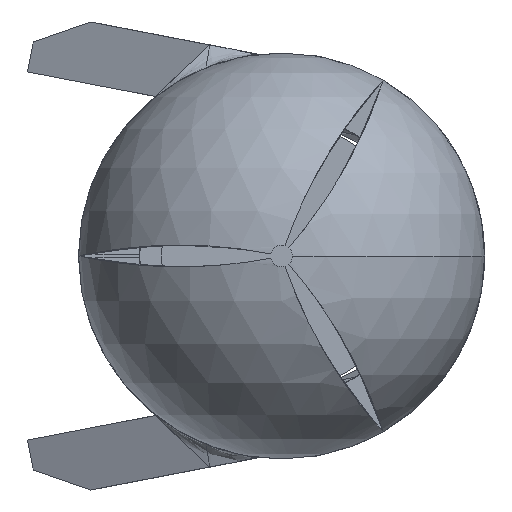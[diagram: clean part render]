
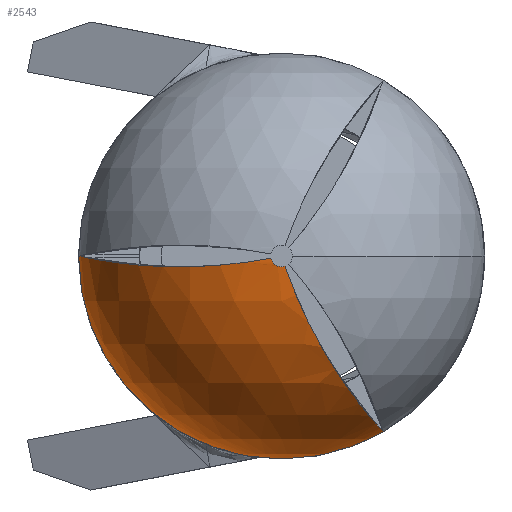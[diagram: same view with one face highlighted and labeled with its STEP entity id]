
A CAD part, left-side view. The second image highlights one B-rep face of the part: STEP entity #2543.
In plain terms, the highlighted spherical face has radius 2.369 mm.
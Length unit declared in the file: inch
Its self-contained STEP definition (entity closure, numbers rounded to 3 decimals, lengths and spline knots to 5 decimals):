
#4 = CARTESIAN_POINT ( 'NONE',  ( 0.09325, 0., 0. ) ) ;
#46 = FACE_OUTER_BOUND ( 'NONE', #4083, .T. ) ;
#54 = CARTESIAN_POINT ( 'NONE',  ( 0.00417, -0.01023, -0.02626 ) ) ;
#154 = DIRECTION ( 'NONE',  ( 0., 0., 1. ) ) ;
#324 = VERTEX_POINT ( 'NONE', #918 ) ;
#369 = CARTESIAN_POINT ( 'NONE',  ( 0.00013, 0.0049, -0.001 ) ) ;
#429 = ORIENTED_EDGE ( 'NONE', *, *, #5044, .F. ) ;
#492 = CARTESIAN_POINT ( 'NONE',  ( 0.0111, -0.01774, -0.04084 ) ) ;
#500 = CIRCLE ( 'NONE', #1149, 0.09325 ) ;
#528 = CARTESIAN_POINT ( 'NONE',  ( 0.09325, 0., -0.09325 ) ) ;
#541 = CARTESIAN_POINT ( 'NONE',  ( 0.00013, 0.0049, -0.001 ) ) ;
#597 = ORIENTED_EDGE ( 'NONE', *, *, #1303, .F. ) ;
#616 = CARTESIAN_POINT ( 'NONE',  ( 0.09325, -0.04662, -0.08076 ) ) ;
#703 = EDGE_CURVE ( 'NONE', #2801, #2173, #2515, .T. ) ;
#720 = VERTEX_POINT ( 'NONE', #541 ) ;
#742 = CIRCLE ( 'NONE', #4214, 0.005 ) ;
#918 = CARTESIAN_POINT ( 'NONE',  ( 0.00013, -0.00158, -0.00474 ) ) ;
#921 = CARTESIAN_POINT ( 'NONE',  ( 0.02091, -0.0254, -0.05341 ) ) ;
#977 = DIRECTION ( 'NONE',  ( 0., 0., 1. ) ) ;
#990 = DIRECTION ( 'NONE',  ( -1., 0., 0. ) ) ;
#1118 = B_SPLINE_CURVE_WITH_KNOTS ( 'NONE', 3,
 ( #4524, #1775, #2583, #54, #2978, #492, #3369, #921, #3754, #1356, #4153, #1789, #4546, #2199 ),
 .UNSPECIFIED., .F., .F.,
 ( 4, 2, 2, 2, 2, 2, 4 ),
 ( 0., 0.00045, 0.0009, 0.00134, 0.00179, 0.00269, 0.00358 ),
 .UNSPECIFIED. ) ;
#1149 = AXIS2_PLACEMENT_3D ( 'NONE', #5014, #2668, #154 ) ;
#1259 = CARTESIAN_POINT ( 'NONE',  ( 0.00077, 0.0166, -0.00327 ) ) ;
#1279 = CARTESIAN_POINT ( 'NONE',  ( 0.02486, 0.06351, -0.00439 ) ) ;
#1303 = EDGE_CURVE ( 'NONE', #2801, #720, #4622, .T. ) ;
#1356 = CARTESIAN_POINT ( 'NONE',  ( 0.03757, -0.03503, -0.06713 ) ) ;
#1367 = DIRECTION ( 'NONE',  ( -1., 0., 0. ) ) ;
#1652 = CARTESIAN_POINT ( 'NONE',  ( 0.00373, 0.02827, -0.00449 ) ) ;
#1709 = CARTESIAN_POINT ( 'NONE',  ( 0.01112, 0.04427, -0.00505 ) ) ;
#1775 = CARTESIAN_POINT ( 'NONE',  ( 0.00045, -0.00352, -0.01038 ) ) ;
#1789 = CARTESIAN_POINT ( 'NONE',  ( 0.06947, -0.045, -0.07901 ) ) ;
#1886 = ORIENTED_EDGE ( 'NONE', *, *, #3725, .F. ) ;
#2044 = CARTESIAN_POINT ( 'NONE',  ( 0.01413, 0.04945, -0.00503 ) ) ;
#2109 = CARTESIAN_POINT ( 'NONE',  ( 0.02101, 0.05907, -0.0047 ) ) ;
#2126 = CARTESIAN_POINT ( 'NONE',  ( 0.03337, 0.07163, -0.00361 ) ) ;
#2173 = VERTEX_POINT ( 'NONE', #528 ) ;
#2199 = CARTESIAN_POINT ( 'NONE',  ( 0.09325, -0.04662, -0.08076 ) ) ;
#2364 = AXIS2_PLACEMENT_3D ( 'NONE', #4, #990, #977 ) ;
#2445 = CARTESIAN_POINT ( 'NONE',  ( 0.03808, 0.07534, -0.00314 ) ) ;
#2510 = CARTESIAN_POINT ( 'NONE',  ( 0.05317, 0.08439, -0.00174 ) ) ;
#2515 = CIRCLE ( 'NONE', #2364, 0.09325 ) ;
#2543 = ADVANCED_FACE ( 'NONE', ( #46 ), #3228, .T. ) ;
#2583 = CARTESIAN_POINT ( 'NONE',  ( 0.00133, -0.00565, -0.0158 ) ) ;
#2668 = DIRECTION ( 'NONE',  ( -1., 0., 0. ) ) ;
#2801 = VERTEX_POINT ( 'NONE', #4631 ) ;
#2839 = CARTESIAN_POINT ( 'NONE',  ( 0.06988, 0.09046, -0.00059 ) ) ;
#2978 = CARTESIAN_POINT ( 'NONE',  ( 0.00615, -0.0127, -0.03135 ) ) ;
#3183 = ORIENTED_EDGE ( 'NONE', *, *, #703, .T. ) ;
#3228 = SPHERICAL_SURFACE ( 'NONE', #3363, 0.09325 ) ;
#3250 = EDGE_CURVE ( 'NONE', #2173, #3276, #500, .T. ) ;
#3276 = VERTEX_POINT ( 'NONE', #616 ) ;
#3297 = CARTESIAN_POINT ( 'NONE',  ( 0.08728, 0.09325, 0. ) ) ;
#3337 = ORIENTED_EDGE ( 'NONE', *, *, #3250, .T. ) ;
#3363 = AXIS2_PLACEMENT_3D ( 'NONE', #4556, #4541, #4497 ) ;
#3369 = CARTESIAN_POINT ( 'NONE',  ( 0.01405, -0.0203, -0.04524 ) ) ;
#3686 = CARTESIAN_POINT ( 'NONE',  ( 0.08142, 0.09268, -0.00013 ) ) ;
#3725 = EDGE_CURVE ( 'NONE', #324, #3276, #1118, .T. ) ;
#3754 = CARTESIAN_POINT ( 'NONE',  ( 0.02483, -0.02794, -0.05717 ) ) ;
#3755 = CARTESIAN_POINT ( 'NONE',  ( 0.00013, 0., 0. ) ) ;
#4049 = CARTESIAN_POINT ( 'NONE',  ( 0.06415, 0.08878, -0.00093 ) ) ;
#4083 = EDGE_LOOP ( 'NONE', ( #1886, #429, #597, #3183, #3337 ) ) ;
#4153 = CARTESIAN_POINT ( 'NONE',  ( 0.04771, -0.03923, -0.07225 ) ) ;
#4157 = DIRECTION ( 'NONE',  ( 0., 0., -1. ) ) ;
#4214 = AXIS2_PLACEMENT_3D ( 'NONE', #3755, #1367, #4157 ) ;
#4497 = DIRECTION ( 'NONE',  ( 0., 1., 0. ) ) ;
#4524 = CARTESIAN_POINT ( 'NONE',  ( 0.00013, -0.00158, -0.00474 ) ) ;
#4541 = DIRECTION ( 'NONE',  ( 0., 0., -1. ) ) ;
#4546 = CARTESIAN_POINT ( 'NONE',  ( 0.08132, -0.04662, -0.08076 ) ) ;
#4556 = CARTESIAN_POINT ( 'NONE',  ( 0.09325, 0., 0. ) ) ;
#4622 = B_SPLINE_CURVE_WITH_KNOTS ( 'NONE', 3,
 ( #4802, #3297, #3686, #2839, #4049, #2510, #4867, #2445, #2126, #1279, #2109, #2044, #1709, #1652, #1259, #369 ),
 .UNSPECIFIED., .F., .F.,
 ( 4, 2, 2, 2, 2, 2, 2, 4 ),
 ( 0., 0.00045, 0.0009, 0.00134, 0.00179, 0.00224, 0.00269, 0.00358 ),
 .UNSPECIFIED. ) ;
#4631 = CARTESIAN_POINT ( 'NONE',  ( 0.09325, 0.09325, 0. ) ) ;
#4802 = CARTESIAN_POINT ( 'NONE',  ( 0.09325, 0.09325, 0. ) ) ;
#4867 = CARTESIAN_POINT ( 'NONE',  ( 0.04796, 0.0817, -0.00221 ) ) ;
#5014 = CARTESIAN_POINT ( 'NONE',  ( 0.09325, 0., 0. ) ) ;
#5044 = EDGE_CURVE ( 'NONE', #720, #324, #742, .T. ) ;
